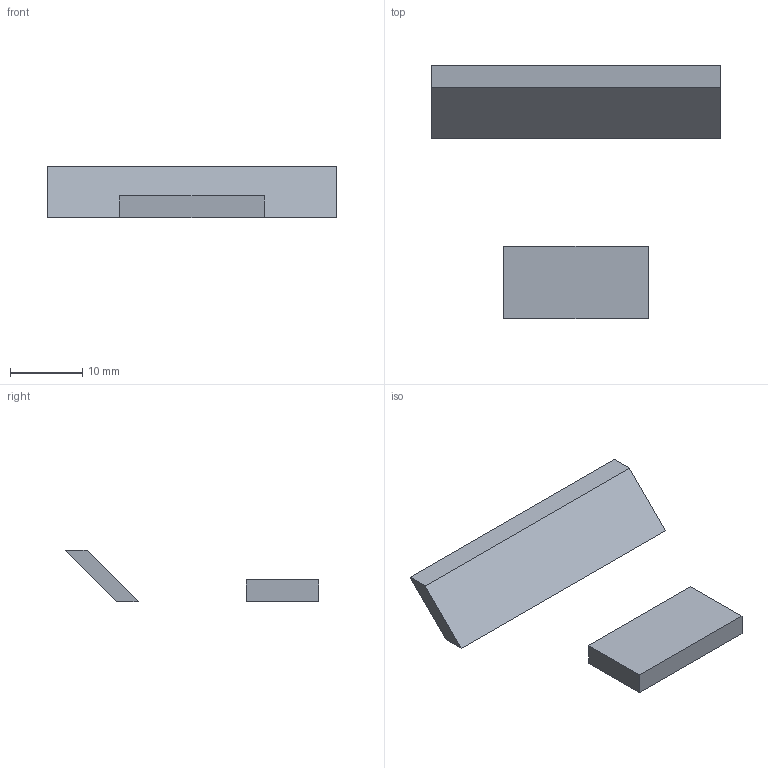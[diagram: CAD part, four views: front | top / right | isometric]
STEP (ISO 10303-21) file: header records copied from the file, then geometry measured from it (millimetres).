
FILE_DESCRIPTION(('CATIA V5 STEP Exchange','CAx-IF Rec.Pracs.--- Model Styling and Organization---1.4--- 2014-01-23','CAx-IF Rec.Pracs.---User Defined Attributes---1.3---2014-10-09','CAx-IF Rec.Pracs.--- Geometric and Assembly Validation Properties ---4.2---2014-10-09'),'2;1');
FILE_NAME('Part4.stp','2023-08-23T05:33:34+00:00',('none'),('none'),'CATIA Version 5-6 Release 2017','CATIA V5 STEP AP214','none');
FILE_SCHEMA(('AUTOMOTIVE_DESIGN { 1 0 10303 214 1 1 1 1 }'));
Length unit declared in the file: millimetre
Products named in the file (1): Part4
Bounding box: 40 x 35.07 x 7.07 mm (x, y, z)
Volume: 1448.5 mm3; surface area: 1662.4 mm2
Topology: 2 solids, 2 shells, 12 faces, 24 edges, 17 vertices
Faces by surface type: plane 12
Entity records: 434 total; most frequent: CARTESIAN_POINT 63, DIRECTION 56, ORIENTED_EDGE 48, VECTOR 24, EDGE_CURVE 24, LINE 24, SHAPE_ASPECT 20, AXIS2_PLACEMENT_3D 17
